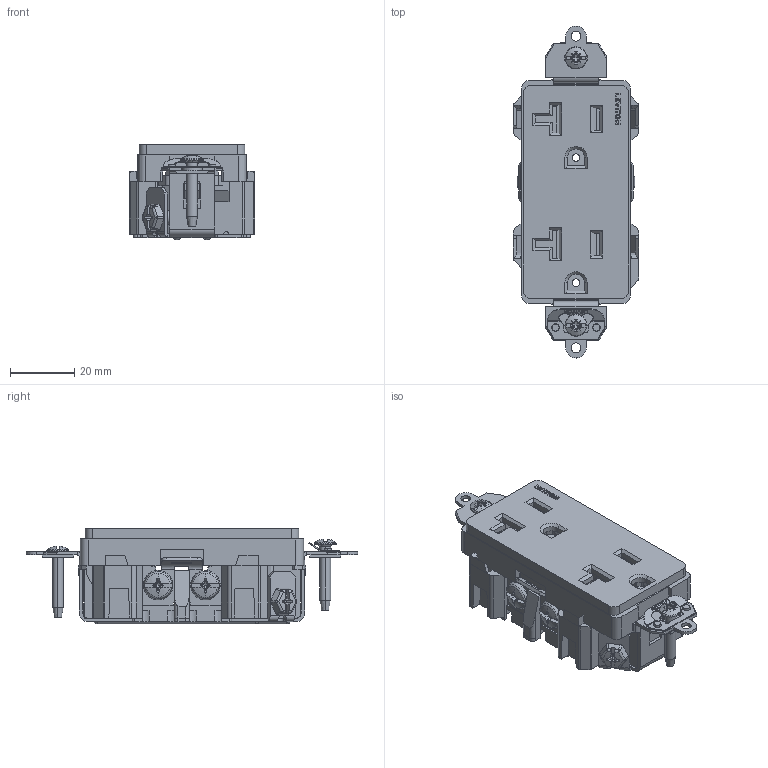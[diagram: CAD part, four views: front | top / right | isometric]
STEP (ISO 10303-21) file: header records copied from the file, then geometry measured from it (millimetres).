
FILE_DESCRIPTION (( 'STEP AP214' ), '1' );
FILE_NAME ('CATSTD-16362-000-M01(1).STEP', '2020-09-30T17:39:50', ( '' ), ( '' ), 'SwSTEP 2.0', 'SolidWorks 2020', '' );
FILE_SCHEMA (( 'AUTOMOTIVE_DESIGN' ));
Length unit declared in the file: inch
Products named in the file (1): CATSTD-16362-000-M01(1)
Bounding box: 38.89 x 103.17 x 29.82 mm (x, y, z)
Volume: 21360.8 mm3; surface area: 28956.1 mm2
Topology: 15 solids, 15 shells, 1813 faces, 4999 edges, 3226 vertices
Faces by surface type: plane 1260, cylinder 304, cone 156, torus 54, sphere 31, bspline 8
Entity records: 81788 total; most frequent: CARTESIAN_POINT 12170, ORIENTED_EDGE 9974, DIRECTION 9143, EDGE_CURVE 4987, LINE 3493, VECTOR 3493, VERTEX_POINT 3226, AXIS2_PLACEMENT_3D 2825
